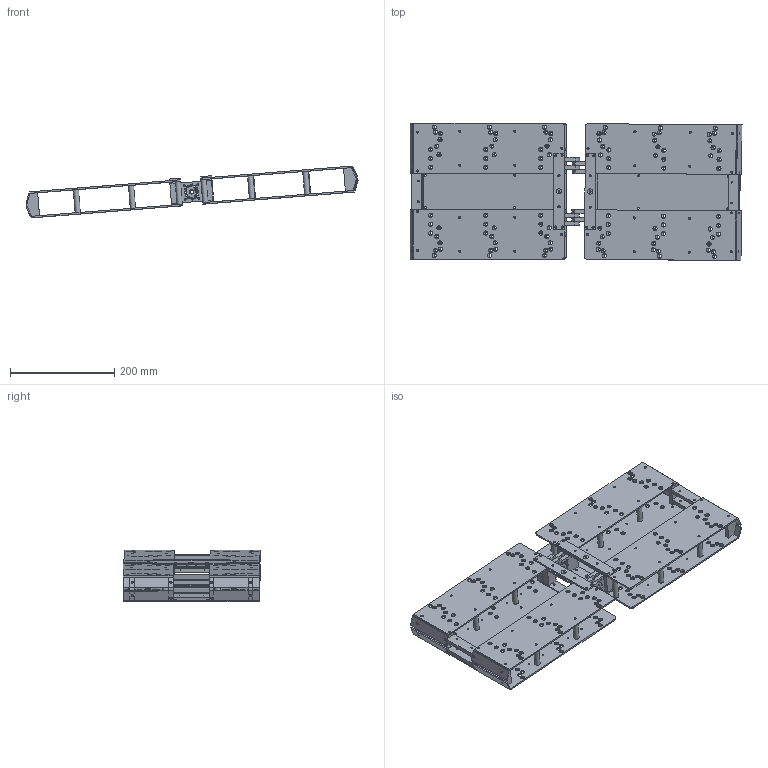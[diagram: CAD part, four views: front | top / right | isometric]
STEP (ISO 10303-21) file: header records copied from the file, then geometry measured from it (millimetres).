
FILE_DESCRIPTION(/* description */ (''),/* implementation_level */ '2;1');
FILE_NAME(/* name */ 'strirus_full_body.stp',/* time_stamp */ '2020-12-13T10:54:23+03:00',/* author */ (''),/* organization */ (''),/* preprocessor_version */ 'ST-DEVELOPER v16.7',/* originating_system */ 'SIEMENS PLM Software NX 12.0',/* authorisation */ '');
FILE_SCHEMA (('AUTOMOTIVE_DESIGN { 1 0 10303 214 3 1 1 1 }'));
Length unit declared in the file: millimetre
Products named in the file (1): Lupa13D4B2439oz9
Bounding box: 636.31 x 262.66 x 99.32 mm (x, y, z)
Volume: 1113915.8 mm3; surface area: 740321.3 mm2
Topology: 64 solids, 64 shells, 1128 faces, 3756 edges, 2965 vertices
Faces by surface type: cylinder 666, plane 314, cone 148
Full cylindrical faces by diameter (mm): 2.4 x32, 3.2 x132, 4 x216, 8 x224, 10 x28, 20 x2
Entity records: 39893 total; most frequent: DIRECTION 6956, CARTESIAN_POINT 5929, ORIENTED_EDGE 4000, AXIS2_PLACEMENT_3D 3110, EDGE_LOOP 2880, FACE_BOUND 2812, EDGE_CURVE 2000, CIRCLE 1938
